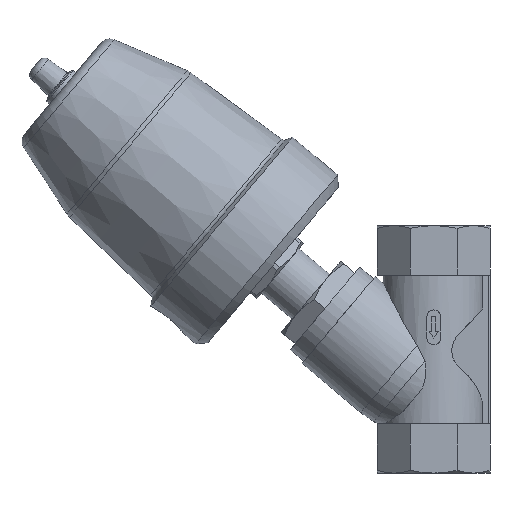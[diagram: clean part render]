
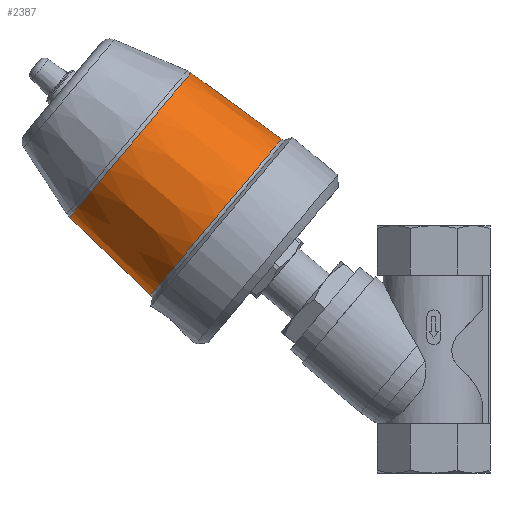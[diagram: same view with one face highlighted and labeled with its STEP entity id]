
A CAD part, left-side view. The second image highlights one B-rep face of the part: STEP entity #2387.
In plain terms, the highlighted conical face has half-angle 3.8 degrees and reference radius 41.919 mm.
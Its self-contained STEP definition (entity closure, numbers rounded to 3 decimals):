
#49=CONICAL_SURFACE('',#2639,41.918,0.066);
#312=CIRCLE('',#2638,41.918);
#313=CIRCLE('',#2640,45.229);
#583=ORIENTED_EDGE('',*,*,#1216,.F.);
#584=ORIENTED_EDGE('',*,*,#1215,.T.);
#1215=EDGE_CURVE('',#1521,#1521,#312,.T.);
#1216=EDGE_CURVE('',#1522,#1522,#313,.T.);
#1521=VERTEX_POINT('',#4137);
#1522=VERTEX_POINT('',#4140);
#1985=EDGE_LOOP('',(#583));
#1986=EDGE_LOOP('',(#584));
#2181=FACE_BOUND('',#1985,.T.);
#2182=FACE_BOUND('',#1986,.T.);
#2387=ADVANCED_FACE('',(#2181,#2182),#49,.T.);
#2638=AXIS2_PLACEMENT_3D('',#4136,#3096,#3097);
#2639=AXIS2_PLACEMENT_3D('',#4138,#3098,#3099);
#2640=AXIS2_PLACEMENT_3D('',#4139,#3100,#3101);
#3096=DIRECTION('',(0.643,-0.766,0.));
#3097=DIRECTION('',(0.766,0.643,0.));
#3098=DIRECTION('',(0.643,-0.766,0.));
#3099=DIRECTION('',(0.766,0.643,0.));
#3100=DIRECTION('',(0.643,-0.766,0.));
#3101=DIRECTION('',(0.766,0.643,0.));
#4136=CARTESIAN_POINT('',(-145.811,134.88,0.));
#4137=CARTESIAN_POINT('',(-113.7,161.825,0.));
#4138=CARTESIAN_POINT('',(-145.811,134.88,0.));
#4139=CARTESIAN_POINT('',(-113.771,96.696,0.));
#4140=CARTESIAN_POINT('',(-79.123,125.769,0.));
